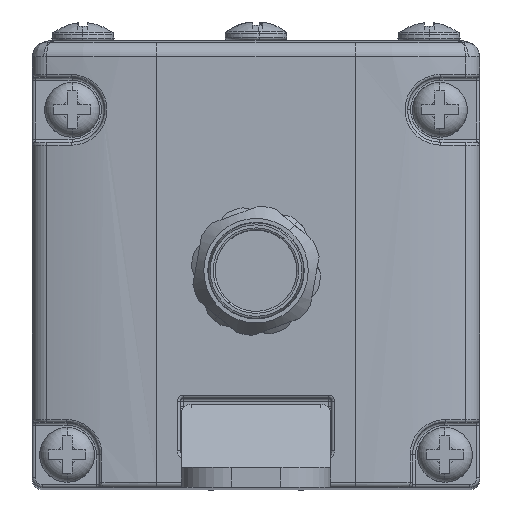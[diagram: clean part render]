
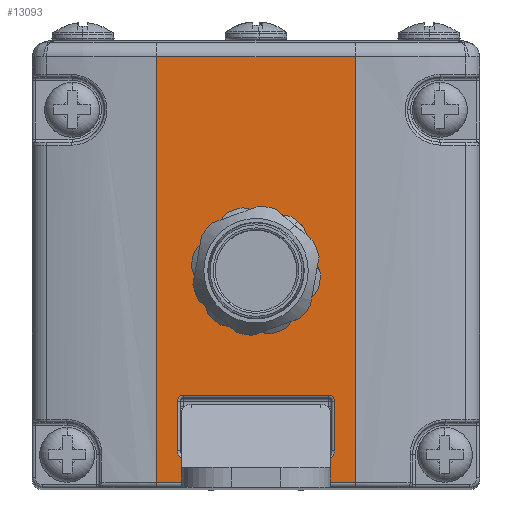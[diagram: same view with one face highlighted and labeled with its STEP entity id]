
A CAD part, top view. The second image highlights one B-rep face of the part: STEP entity #13093.
In plain terms, the highlighted planar face has unit normal (0, 0, 1).
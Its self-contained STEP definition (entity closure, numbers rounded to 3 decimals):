
#586 = DIRECTION ( 'NONE',  ( 1., 0., 0. ) ) ;
#827 = DIRECTION ( 'NONE',  ( -1., 0., 0. ) ) ;
#890 = EDGE_CURVE ( 'NONE', #24633, #14517, #26635, .T. ) ;
#925 = CARTESIAN_POINT ( 'NONE',  ( 7.9, -13.8, 7. ) ) ;
#1073 = ORIENTED_EDGE ( 'NONE', *, *, #29229, .T. ) ;
#1085 = CARTESIAN_POINT ( 'NONE',  ( 7.9, -19.273, 7. ) ) ;
#1194 = DIRECTION ( 'NONE',  ( 1., 0., 0. ) ) ;
#1426 = EDGE_CURVE ( 'NONE', #21090, #24988, #21796, .T. ) ;
#2259 = FACE_BOUND ( 'NONE', #9274, .T. ) ;
#2714 = LINE ( 'NONE', #26715, #4112 ) ;
#2936 = CARTESIAN_POINT ( 'NONE',  ( 10., -22., 7. ) ) ;
#2983 = VERTEX_POINT ( 'NONE', #17305 ) ;
#3205 = VERTEX_POINT ( 'NONE', #4301 ) ;
#3426 = CARTESIAN_POINT ( 'NONE',  ( 0., -0.7, 7. ) ) ;
#3592 = LINE ( 'NONE', #13393, #6632 ) ;
#3687 = ORIENTED_EDGE ( 'NONE', *, *, #4680, .T. ) ;
#3898 = LINE ( 'NONE', #30785, #6392 ) ;
#4015 = CARTESIAN_POINT ( 'NONE',  ( 7.9, -18.776, 7. ) ) ;
#4081 = ORIENTED_EDGE ( 'NONE', *, *, #1426, .T. ) ;
#4112 = VECTOR ( 'NONE', #4948, 1000. ) ;
#4301 = CARTESIAN_POINT ( 'NONE',  ( -7.3, -19.624, 7. ) ) ;
#4442 = VERTEX_POINT ( 'NONE', #25599 ) ;
#4603 = VECTOR ( 'NONE', #14123, 1000. ) ;
#4680 = EDGE_CURVE ( 'NONE', #14853, #7353, #11869, .T. ) ;
#4948 = DIRECTION ( 'NONE',  ( 0., -1., 0. ) ) ;
#5329 = DIRECTION ( 'NONE',  ( 0., 0., -1. ) ) ;
#6096 = EDGE_CURVE ( 'NONE', #26332, #14853, #3592, .T. ) ;
#6392 = VECTOR ( 'NONE', #23588, 1000. ) ;
#6502 = ORIENTED_EDGE ( 'NONE', *, *, #27541, .T. ) ;
#6632 = VECTOR ( 'NONE', #23120, 1000. ) ;
#6826 = ORIENTED_EDGE ( 'NONE', *, *, #12626, .T. ) ;
#7353 = VERTEX_POINT ( 'NONE', #2936 ) ;
#7662 = VERTEX_POINT ( 'NONE', #9809 ) ;
#8118 = CARTESIAN_POINT ( 'NONE',  ( 7.3, -13.8, 7. ) ) ;
#8451 = VERTEX_POINT ( 'NONE', #25385 ) ;
#8776 = LINE ( 'NONE', #27642, #21397 ) ;
#8926 = DIRECTION ( 'NONE',  ( 0., 0., -1. ) ) ;
#8945 = EDGE_LOOP ( 'NONE', ( #31167, #3687, #13133, #12613 ) ) ;
#9274 = EDGE_LOOP ( 'NONE', ( #12695, #1073, #6826, #4081, #21346, #13033, #29107, #31088 ) ) ;
#9788 =( BOUNDED_CURVE ( )  B_SPLINE_CURVE ( 3, ( #25403, #18213, #20141, #20447 ),
 .UNSPECIFIED., .F., .F. ) 
 B_SPLINE_CURVE_WITH_KNOTS ( ( 4, 4 ),
 ( 0., 1.571 ),
 .UNSPECIFIED. ) 
 CURVE ( )  GEOMETRIC_REPRESENTATION_ITEM ( )  RATIONAL_B_SPLINE_CURVE ( ( 1., 0.805, 0.805, 1. ) ) 
 REPRESENTATION_ITEM ( '' )  );
#9809 = CARTESIAN_POINT ( 'NONE',  ( -7.3, -13.2, 7. ) ) ;
#9854 = DIRECTION ( 'NONE',  ( -1., 0., 0. ) ) ;
#9957 = LINE ( 'NONE', #24505, #19314 ) ;
#10320 = DIRECTION ( 'NONE',  ( 1., 0., 0. ) ) ;
#10343 = VERTEX_POINT ( 'NONE', #28815 ) ;
#10621 = EDGE_LOOP ( 'NONE', ( #6502, #29274 ) ) ;
#11176 = EDGE_CURVE ( 'NONE', #10343, #3205, #12409, .T. ) ;
#11573 = DIRECTION ( 'NONE',  ( 1., 0., 0. ) ) ;
#11857 =( BOUNDED_CURVE ( )  B_SPLINE_CURVE ( 3, ( #27942, #1085, #27325, #30196 ),
 .UNSPECIFIED., .F., .F. ) 
 B_SPLINE_CURVE_WITH_KNOTS ( ( 4, 4 ),
 ( 1.571, 3.142 ),
 .UNSPECIFIED. ) 
 CURVE ( )  GEOMETRIC_REPRESENTATION_ITEM ( )  RATIONAL_B_SPLINE_CURVE ( ( 1., 0.805, 0.805, 1. ) ) 
 REPRESENTATION_ITEM ( '' )  );
#11869 = LINE ( 'NONE', #14730, #4603 ) ;
#12409 = LINE ( 'NONE', #26776, #29393 ) ;
#12613 = ORIENTED_EDGE ( 'NONE', *, *, #17813, .T. ) ;
#12626 = EDGE_CURVE ( 'NONE', #7662, #21090, #3898, .T. ) ;
#12695 = ORIENTED_EDGE ( 'NONE', *, *, #18218, .T. ) ;
#12727 = EDGE_CURVE ( 'NONE', #8451, #7353, #19117, .T. ) ;
#12793 = CARTESIAN_POINT ( 'NONE',  ( -10., 20.849, 7. ) ) ;
#12972 = VERTEX_POINT ( 'NONE', #4015 ) ;
#13033 = ORIENTED_EDGE ( 'NONE', *, *, #28429, .T. ) ;
#13093 = ADVANCED_FACE ( 'NONE', ( #2259, #24019, #16516 ), #26560, .T. ) ;
#13133 = ORIENTED_EDGE ( 'NONE', *, *, #12727, .F. ) ;
#13217 = DIRECTION ( 'NONE',  ( 0., 0., -1. ) ) ;
#13393 = CARTESIAN_POINT ( 'NONE',  ( -10., 22.5, 7. ) ) ;
#14123 = DIRECTION ( 'NONE',  ( 1., 0., 0. ) ) ;
#14517 = VERTEX_POINT ( 'NONE', #20175 ) ;
#14663 = AXIS2_PLACEMENT_3D ( 'NONE', #8118, #8926, #28085 ) ;
#14730 = CARTESIAN_POINT ( 'NONE',  ( 10., -22., 7. ) ) ;
#14853 = VERTEX_POINT ( 'NONE', #28238 ) ;
#15168 = CARTESIAN_POINT ( 'NONE',  ( 0., -0.7, 7. ) ) ;
#15668 = CIRCLE ( 'NONE', #23829, 0.6 ) ;
#16087 = AXIS2_PLACEMENT_3D ( 'NONE', #15168, #22476, #586 ) ;
#16516 = FACE_OUTER_BOUND ( 'NONE', #8945, .T. ) ;
#17145 = VECTOR ( 'NONE', #28846, 1000. ) ;
#17305 = CARTESIAN_POINT ( 'NONE',  ( -7.9, -18.776, 7. ) ) ;
#17813 = EDGE_CURVE ( 'NONE', #8451, #26332, #9957, .T. ) ;
#18174 = AXIS2_PLACEMENT_3D ( 'NONE', #28969, #19389, #11573 ) ;
#18213 = CARTESIAN_POINT ( 'NONE',  ( -7.651, -19.624, 7. ) ) ;
#18218 = EDGE_CURVE ( 'NONE', #2983, #4442, #8776, .T. ) ;
#19117 = LINE ( 'NONE', #29002, #17145 ) ;
#19314 = VECTOR ( 'NONE', #827, 1000. ) ;
#19389 = DIRECTION ( 'NONE',  ( 0., 0., 1. ) ) ;
#20141 = CARTESIAN_POINT ( 'NONE',  ( -7.9, -19.273, 7. ) ) ;
#20175 = CARTESIAN_POINT ( 'NONE',  ( 5.3, -0.7, 7. ) ) ;
#20447 = CARTESIAN_POINT ( 'NONE',  ( -7.9, -18.776, 7. ) ) ;
#21090 = VERTEX_POINT ( 'NONE', #23382 ) ;
#21346 = ORIENTED_EDGE ( 'NONE', *, *, #31051, .T. ) ;
#21397 = VECTOR ( 'NONE', #23482, 1000. ) ;
#21696 = CIRCLE ( 'NONE', #16087, 5.3 ) ;
#21796 = CIRCLE ( 'NONE', #14663, 0.6 ) ;
#22476 = DIRECTION ( 'NONE',  ( 0., 0., -1. ) ) ;
#23120 = DIRECTION ( 'NONE',  ( 0., -1., 0. ) ) ;
#23382 = CARTESIAN_POINT ( 'NONE',  ( 7.3, -13.2, 7. ) ) ;
#23482 = DIRECTION ( 'NONE',  ( 0., 1., 0. ) ) ;
#23588 = DIRECTION ( 'NONE',  ( 1., 0., 0. ) ) ;
#23829 = AXIS2_PLACEMENT_3D ( 'NONE', #27246, #5329, #10320 ) ;
#24019 = FACE_BOUND ( 'NONE', #10621, .T. ) ;
#24505 = CARTESIAN_POINT ( 'NONE',  ( 0., 20.849, 7. ) ) ;
#24633 = VERTEX_POINT ( 'NONE', #27511 ) ;
#24988 = VERTEX_POINT ( 'NONE', #925 ) ;
#25385 = CARTESIAN_POINT ( 'NONE',  ( 10., 20.849, 7. ) ) ;
#25403 = CARTESIAN_POINT ( 'NONE',  ( -7.3, -19.624, 7. ) ) ;
#25599 = CARTESIAN_POINT ( 'NONE',  ( -7.9, -13.8, 7. ) ) ;
#26146 = AXIS2_PLACEMENT_3D ( 'NONE', #3426, #13217, #1194 ) ;
#26332 = VERTEX_POINT ( 'NONE', #12793 ) ;
#26560 = PLANE ( 'NONE',  #18174 ) ;
#26635 = CIRCLE ( 'NONE', #26146, 5.3 ) ;
#26715 = CARTESIAN_POINT ( 'NONE',  ( 7.9, 0., 7. ) ) ;
#26776 = CARTESIAN_POINT ( 'NONE',  ( -7.3, -19.624, 7. ) ) ;
#27246 = CARTESIAN_POINT ( 'NONE',  ( -7.3, -13.8, 7. ) ) ;
#27325 = CARTESIAN_POINT ( 'NONE',  ( 7.651, -19.624, 7. ) ) ;
#27511 = CARTESIAN_POINT ( 'NONE',  ( -5.3, -0.7, 7. ) ) ;
#27541 = EDGE_CURVE ( 'NONE', #14517, #24633, #21696, .T. ) ;
#27642 = CARTESIAN_POINT ( 'NONE',  ( -7.9, -13.8, 7. ) ) ;
#27942 = CARTESIAN_POINT ( 'NONE',  ( 7.9, -18.776, 7. ) ) ;
#28085 = DIRECTION ( 'NONE',  ( 1., 0., 0. ) ) ;
#28238 = CARTESIAN_POINT ( 'NONE',  ( -10., -22., 7. ) ) ;
#28427 = EDGE_CURVE ( 'NONE', #3205, #2983, #9788, .T. ) ;
#28429 = EDGE_CURVE ( 'NONE', #12972, #10343, #11857, .T. ) ;
#28815 = CARTESIAN_POINT ( 'NONE',  ( 7.3, -19.624, 7. ) ) ;
#28846 = DIRECTION ( 'NONE',  ( 0., -1., 0. ) ) ;
#28969 = CARTESIAN_POINT ( 'NONE',  ( 0., 0., 7. ) ) ;
#29002 = CARTESIAN_POINT ( 'NONE',  ( 10., 22.5, 7. ) ) ;
#29107 = ORIENTED_EDGE ( 'NONE', *, *, #11176, .T. ) ;
#29229 = EDGE_CURVE ( 'NONE', #4442, #7662, #15668, .T. ) ;
#29274 = ORIENTED_EDGE ( 'NONE', *, *, #890, .T. ) ;
#29393 = VECTOR ( 'NONE', #9854, 1000. ) ;
#30196 = CARTESIAN_POINT ( 'NONE',  ( 7.3, -19.624, 7. ) ) ;
#30785 = CARTESIAN_POINT ( 'NONE',  ( 7.3, -13.2, 7. ) ) ;
#31051 = EDGE_CURVE ( 'NONE', #24988, #12972, #2714, .T. ) ;
#31088 = ORIENTED_EDGE ( 'NONE', *, *, #28427, .T. ) ;
#31167 = ORIENTED_EDGE ( 'NONE', *, *, #6096, .T. ) ;
